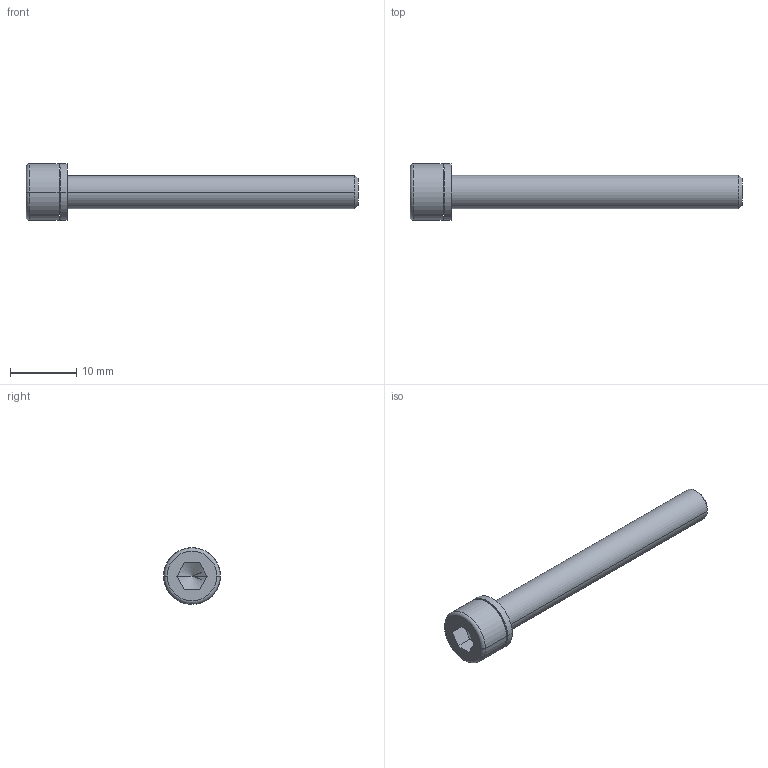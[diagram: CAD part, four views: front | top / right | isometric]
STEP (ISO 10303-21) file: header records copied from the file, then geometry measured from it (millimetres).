
FILE_DESCRIPTION (( 'STEP AP214' ), '1' );
FILE_NAME ('M5X25 Socket Head Screw.step', '2018-06-21T12:59:15', ( 'User' ), ( 'china' ), 'SwSTEP 2.0', 'SolidWorks 2016', '' );
FILE_SCHEMA (( 'AUTOMOTIVE_DESIGN' ));
Length unit declared in the file: millimetre
Products named in the file (1): M5X25 Socket Head Screw
Bounding box: 50.2 x 8.6 x 8.58 mm (x, y, z)
Volume: 1159.5 mm3; surface area: 1098.5 mm2
Topology: 2 solids, 2 shells, 37 faces, 76 edges, 43 vertices
Faces by surface type: plane 19, cylinder 10, cone 4, torus 4
Entity records: 995 total; most frequent: DIRECTION 186, CARTESIAN_POINT 155, ORIENTED_EDGE 148, AXIS2_PLACEMENT_3D 74, EDGE_CURVE 74, VERTEX_POINT 43, EDGE_LOOP 39, LINE 38
